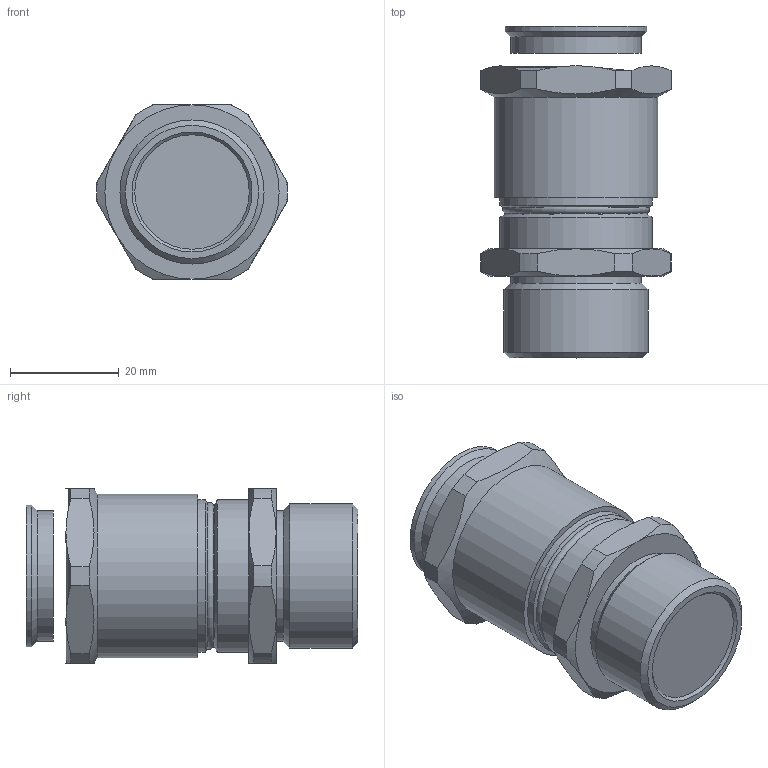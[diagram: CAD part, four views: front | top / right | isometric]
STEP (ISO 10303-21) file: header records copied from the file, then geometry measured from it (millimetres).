
FILE_DESCRIPTION(/* description */ (''),/* implementation_level */ '2;1');
FILE_NAME(/* name */ '',/* time_stamp */ '2024-09-11T10:41:20+07:00',/* author */ ('zeta-09'),/* organization */ (''),/* preprocessor_version */ 'ST-DEVELOPER v19.2',/* originating_system */ 'Autodesk Inventor 2024',/* authorisation */ '');
FILE_SCHEMA (('AUTOMOTIVE_DESIGN { 1 0 10303 214 3 1 1 }'));
Length unit declared in the file: millimetre
Products named in the file (1): Деталь4
Bounding box: 34.98 x 60.9 x 32 mm (x, y, z)
Volume: 39059.3 mm3; surface area: 7839.2 mm2
Topology: 1 solids, 1 shells, 61 faces, 140 edges, 86 vertices
Faces by surface type: plane 25, cone 20, cylinder 14, torus 2
Full cylindrical faces by diameter (mm): 24 x1, 24.041 x1, 26 x2, 26.441 x1, 28 x2, 30 x1
Entity records: 1778 total; most frequent: CARTESIAN_POINT 388, ORIENTED_EDGE 280, DIRECTION 264, EDGE_CURVE 140, AXIS2_PLACEMENT_3D 112, VERTEX_POINT 86, EDGE_LOOP 66, FACE_OUTER_BOUND 61
